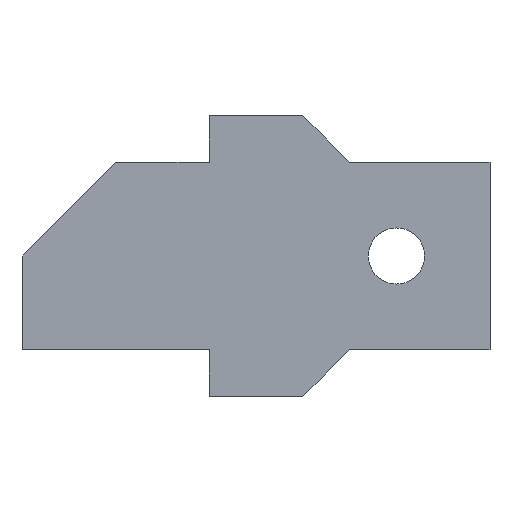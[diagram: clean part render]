
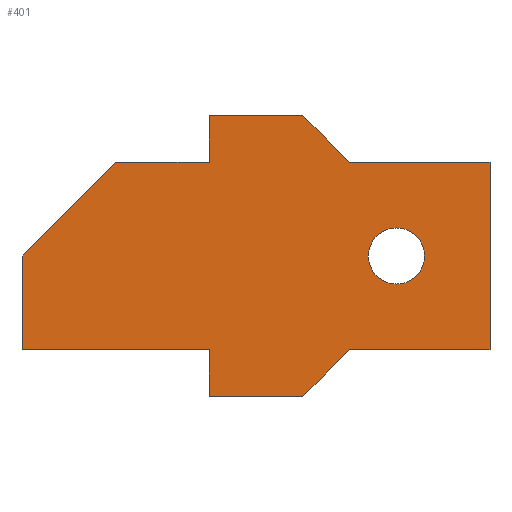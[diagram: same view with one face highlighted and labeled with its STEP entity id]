
A CAD part, front view. The second image highlights one B-rep face of the part: STEP entity #401.
In plain terms, the highlighted planar face has unit normal (0, -1, 0).
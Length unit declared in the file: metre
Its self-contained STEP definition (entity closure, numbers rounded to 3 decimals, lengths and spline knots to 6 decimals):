
#12=CIRCLE('',#436,0.003);
#45=ORIENTED_EDGE('',*,*,#125,.F.);
#46=ORIENTED_EDGE('',*,*,#138,.F.);
#47=ORIENTED_EDGE('',*,*,#131,.T.);
#48=ORIENTED_EDGE('',*,*,#150,.T.);
#49=ORIENTED_EDGE('',*,*,#151,.T.);
#50=ORIENTED_EDGE('',*,*,#152,.T.);
#51=ORIENTED_EDGE('',*,*,#139,.T.);
#52=ORIENTED_EDGE('',*,*,#145,.T.);
#53=ORIENTED_EDGE('',*,*,#147,.T.);
#54=ORIENTED_EDGE('',*,*,#134,.F.);
#55=ORIENTED_EDGE('',*,*,#153,.F.);
#56=ORIENTED_EDGE('',*,*,#154,.F.);
#57=ORIENTED_EDGE('',*,*,#155,.T.);
#58=ORIENTED_EDGE('',*,*,#148,.F.);
#125=EDGE_CURVE('',#180,#181,#216,.T.);
#131=EDGE_CURVE('',#187,#186,#222,.T.);
#134=EDGE_CURVE('',#188,#190,#225,.T.);
#138=EDGE_CURVE('',#187,#180,#229,.T.);
#139=EDGE_CURVE('',#192,#193,#230,.T.);
#145=EDGE_CURVE('',#193,#197,#236,.T.);
#147=EDGE_CURVE('',#197,#190,#238,.T.);
#148=EDGE_CURVE('',#198,#198,#12,.T.);
#150=EDGE_CURVE('',#186,#200,#239,.F.);
#151=EDGE_CURVE('',#200,#201,#240,.T.);
#152=EDGE_CURVE('',#201,#192,#241,.T.);
#153=EDGE_CURVE('',#202,#188,#242,.T.);
#154=EDGE_CURVE('',#203,#202,#243,.T.);
#155=EDGE_CURVE('',#203,#181,#244,.T.);
#180=VERTEX_POINT('',#558);
#181=VERTEX_POINT('',#559);
#186=VERTEX_POINT('',#570);
#187=VERTEX_POINT('',#572);
#188=VERTEX_POINT('',#576);
#190=VERTEX_POINT('',#579);
#192=VERTEX_POINT('',#588);
#193=VERTEX_POINT('',#589);
#197=VERTEX_POINT('',#599);
#198=VERTEX_POINT('',#606);
#200=VERTEX_POINT('',#611);
#201=VERTEX_POINT('',#613);
#202=VERTEX_POINT('',#616);
#203=VERTEX_POINT('',#618);
#216=LINE('',#557,#269);
#222=LINE('',#571,#275);
#225=LINE('',#578,#278);
#229=LINE('',#585,#282);
#230=LINE('',#587,#283);
#236=LINE('',#600,#289);
#238=LINE('',#603,#291);
#239=LINE('',#610,#292);
#240=LINE('',#612,#293);
#241=LINE('',#614,#294);
#242=LINE('',#615,#295);
#243=LINE('',#617,#296);
#244=LINE('',#619,#297);
#269=VECTOR('',#456,1.);
#275=VECTOR('',#464,1.);
#278=VECTOR('',#469,1.);
#282=VECTOR('',#475,1.);
#283=VECTOR('',#478,1.);
#289=VECTOR('',#486,1.);
#291=VECTOR('',#490,1.);
#292=VECTOR('',#499,1.);
#293=VECTOR('',#500,1.);
#294=VECTOR('',#501,1.);
#295=VECTOR('',#502,1.);
#296=VECTOR('',#503,1.);
#297=VECTOR('',#504,1.);
#331=EDGE_LOOP('',(#45,#46,#47,#48,#49,#50,#51,#52,#53,#54,#55,#56,#57));
#332=EDGE_LOOP('',(#58));
#356=FACE_BOUND('',#331,.T.);
#357=FACE_BOUND('',#332,.T.);
#379=PLANE('',#438);
#401=ADVANCED_FACE('',(#356,#357),#379,.T.);
#436=AXIS2_PLACEMENT_3D('',#605,#493,#494);
#438=AXIS2_PLACEMENT_3D('',#609,#497,#498);
#456=DIRECTION('',(-1.,0.,0.));
#464=DIRECTION('',(-1.,0.,0.));
#469=DIRECTION('',(-1.,0.,0.));
#475=DIRECTION('',(0.,0.,-1.));
#478=DIRECTION('',(-1.,0.,0.));
#486=DIRECTION('',(-0.707,0.,-0.707));
#490=DIRECTION('',(0.,0.,-1.));
#493=DIRECTION('',(0.,-1.,0.));
#494=DIRECTION('',(0.,0.,-1.));
#497=DIRECTION('',(0.,-1.,0.));
#498=DIRECTION('',(1.,0.,0.));
#499=DIRECTION('',(0.707,0.,-0.707));
#500=DIRECTION('',(-1.,0.,0.));
#501=DIRECTION('',(0.,0.,-1.));
#502=DIRECTION('',(0.,0.,1.));
#503=DIRECTION('',(-1.,0.,0.));
#504=DIRECTION('',(0.707,0.,0.707));
#557=CARTESIAN_POINT('',(-0.025,-0.005,-0.01));
#558=CARTESIAN_POINT('',(0.01,-0.005,-0.01));
#559=CARTESIAN_POINT('',(-0.005,-0.005,-0.01));
#570=CARTESIAN_POINT('',(-0.005,-0.005,0.01));
#571=CARTESIAN_POINT('',(-0.02,-0.005,0.01));
#572=CARTESIAN_POINT('',(0.01,-0.005,0.01));
#576=CARTESIAN_POINT('',(-0.02,-0.005,-0.01));
#578=CARTESIAN_POINT('',(-0.025,-0.005,-0.01));
#579=CARTESIAN_POINT('',(-0.04,-0.005,-0.01));
#585=CARTESIAN_POINT('',(0.01,-0.005,0.));
#587=CARTESIAN_POINT('',(-0.02,-0.005,0.01));
#588=CARTESIAN_POINT('',(-0.02,-0.005,0.01));
#589=CARTESIAN_POINT('',(-0.03,-0.005,0.01));
#599=CARTESIAN_POINT('',(-0.04,-0.005,0.));
#600=CARTESIAN_POINT('',(-0.035,-0.005,0.005));
#603=CARTESIAN_POINT('',(-0.04,-0.005,-0.005));
#605=CARTESIAN_POINT('',(0.,-0.005,0.));
#606=CARTESIAN_POINT('',(0.,-0.005,-0.003));
#609=CARTESIAN_POINT('',(-0.015,-0.005,0.));
#610=CARTESIAN_POINT('',(-0.01,-0.005,0.015));
#611=CARTESIAN_POINT('',(-0.01,-0.005,0.015));
#612=CARTESIAN_POINT('',(-0.02,-0.005,0.015));
#613=CARTESIAN_POINT('',(-0.02,-0.005,0.015));
#614=CARTESIAN_POINT('',(-0.02,-0.005,0.015));
#615=CARTESIAN_POINT('',(-0.02,-0.005,-0.015));
#616=CARTESIAN_POINT('',(-0.02,-0.005,-0.015));
#617=CARTESIAN_POINT('',(-0.02,-0.005,-0.015));
#618=CARTESIAN_POINT('',(-0.01,-0.005,-0.015));
#619=CARTESIAN_POINT('',(-0.005,-0.005,-0.01));
